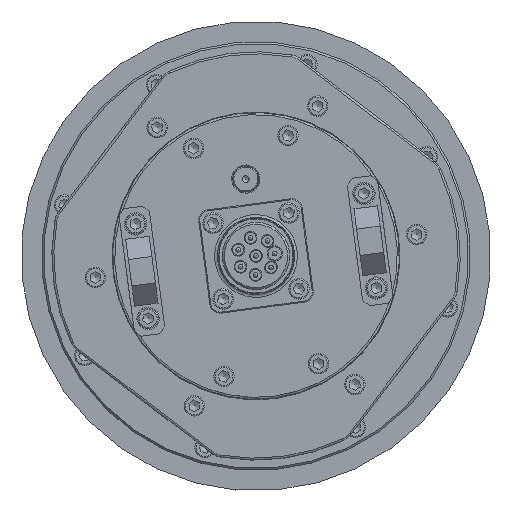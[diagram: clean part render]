
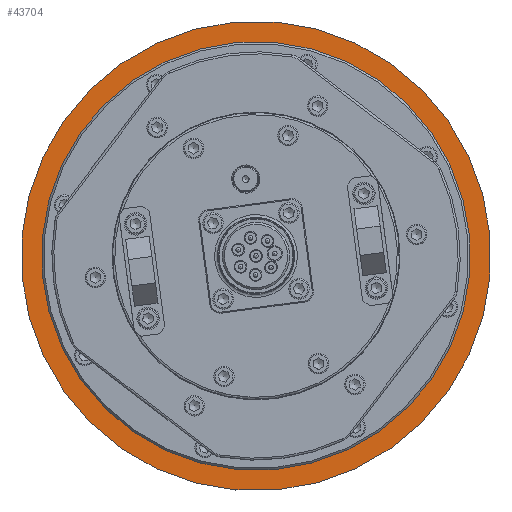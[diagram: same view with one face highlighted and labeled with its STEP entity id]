
A CAD part, left-side view. The second image highlights one B-rep face of the part: STEP entity #43704.
In plain terms, the highlighted planar face has unit normal (-1, 0, 0).
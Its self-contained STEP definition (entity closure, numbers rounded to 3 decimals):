
#2187=FACE_BOUND('',#7229,.T.);
#2924=PLANE('',#46032);
#4838=FACE_OUTER_BOUND('',#7228,.T.);
#7228=EDGE_LOOP('',(#33518));
#7229=EDGE_LOOP('',(#33519,#33520));
#9002=CIRCLE('',#46033,115.);
#9003=CIRCLE('',#46034,104.);
#9004=CIRCLE('',#46035,104.);
#19109=VERTEX_POINT('',#74276);
#19110=VERTEX_POINT('',#74278);
#19111=VERTEX_POINT('',#74279);
#24313=EDGE_CURVE('',#19109,#19109,#9002,.T.);
#24314=EDGE_CURVE('',#19110,#19111,#9003,.T.);
#24315=EDGE_CURVE('',#19111,#19110,#9004,.T.);
#33518=ORIENTED_EDGE('',*,*,#24313,.T.);
#33519=ORIENTED_EDGE('',*,*,#24314,.F.);
#33520=ORIENTED_EDGE('',*,*,#24315,.F.);
#43704=ADVANCED_FACE('',(#4838,#2187),#2924,.T.);
#46032=AXIS2_PLACEMENT_3D('',#74275,#51834,#51835);
#46033=AXIS2_PLACEMENT_3D('',#74277,#51836,#51837);
#46034=AXIS2_PLACEMENT_3D('',#74280,#51838,#51839);
#46035=AXIS2_PLACEMENT_3D('',#74281,#51840,#51841);
#51834=DIRECTION('center_axis',(-1.,0.,
0.));
#51835=DIRECTION('ref_axis',(0.,-0.966,-0.257));
#51836=DIRECTION('center_axis',(-1.,0.,
0.));
#51837=DIRECTION('ref_axis',(0.,0.966,0.257));
#51838=DIRECTION('center_axis',(-1.,0.,
0.));
#51839=DIRECTION('ref_axis',(0.,0.257,-0.966));
#51840=DIRECTION('center_axis',(-1.,0.,
0.));
#51841=DIRECTION('ref_axis',(0.,0.257,-0.966));
#74275=CARTESIAN_POINT('Origin',(287.542,-227.015,1888.811));
#74276=CARTESIAN_POINT('',(287.542,-338.15,1859.243));
#74277=CARTESIAN_POINT('Origin',(287.542,-227.015,1888.811));
#74278=CARTESIAN_POINT('',(287.541,-200.276,1788.307));
#74279=CARTESIAN_POINT('',(287.543,-253.755,1989.315));
#74280=CARTESIAN_POINT('Origin',(287.542,-227.015,1888.811));
#74281=CARTESIAN_POINT('Origin',(287.542,-227.015,1888.811));
